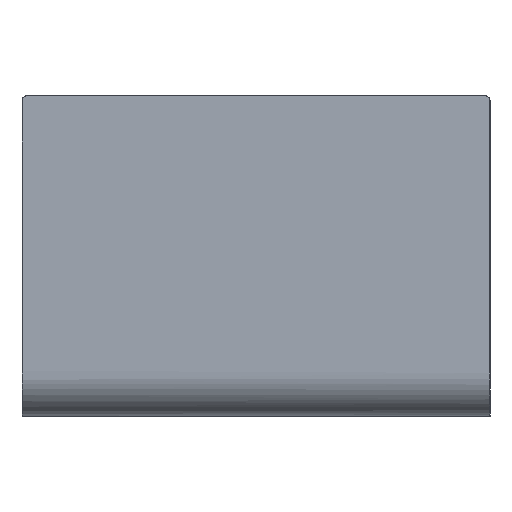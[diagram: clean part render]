
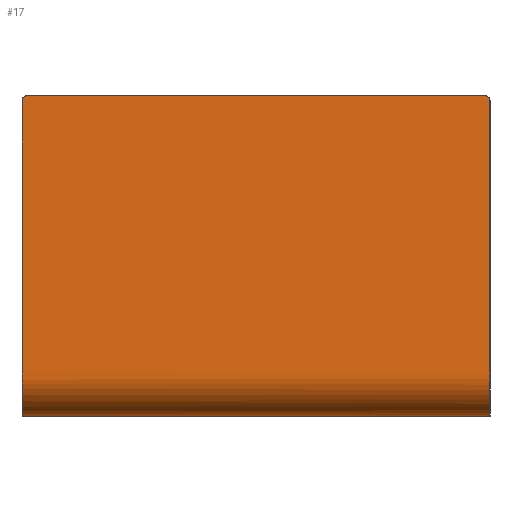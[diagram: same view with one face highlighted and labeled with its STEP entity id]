
A CAD part, left-side view. The second image highlights one B-rep face of the part: STEP entity #17.
In plain terms, the highlighted free-form (B-spline) face has degree [1, 2] with [2, 5] control points.
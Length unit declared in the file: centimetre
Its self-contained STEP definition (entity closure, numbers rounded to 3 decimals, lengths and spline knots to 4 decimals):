
#17=ADVANCED_FACE($,(#28),#176,.T.);
#28=FACE_OUTER_BOUND($,#39,.T.);
#39=EDGE_LOOP($,(#69,#70,#71,#72,#73,#74,#75,#76));
#69=ORIENTED_EDGE($,*,*,#128,.T.);
#70=ORIENTED_EDGE($,*,*,#126,.F.);
#71=ORIENTED_EDGE($,*,*,#129,.T.);
#72=ORIENTED_EDGE($,*,*,#141,.F.);
#73=ORIENTED_EDGE($,*,*,#139,.F.);
#74=ORIENTED_EDGE($,*,*,#113,.F.);
#75=ORIENTED_EDGE($,*,*,#132,.F.);
#76=ORIENTED_EDGE($,*,*,#131,.F.);
#113=EDGE_CURVE($,#146,#147,#204,.T.);
#126=EDGE_CURVE($,#160,#161,#188,.T.);
#128=EDGE_CURVE($,#162,#161,#190,.T.);
#129=EDGE_CURVE($,#160,#163,#191,.T.);
#131=EDGE_CURVE($,#162,#164,#193,.T.);
#132=EDGE_CURVE($,#164,#146,#194,.T.);
#139=EDGE_CURVE($,#147,#169,#201,.T.);
#141=EDGE_CURVE($,#169,#163,#203,.T.);
#146=VERTEX_POINT($,#544);
#147=VERTEX_POINT($,#545);
#160=VERTEX_POINT($,#558);
#161=VERTEX_POINT($,#559);
#162=VERTEX_POINT($,#560);
#163=VERTEX_POINT($,#561);
#164=VERTEX_POINT($,#562);
#169=VERTEX_POINT($,#567);
#176=(
BOUNDED_SURFACE()
B_SPLINE_SURFACE(1,2,((#483,#484,#485,#486,#487),(#488,#489,#490,#491,#492)),
.UNSPECIFIED.,.F.,.F.,.F.)
B_SPLINE_SURFACE_WITH_KNOTS((2,2),(3,2,3),(0.,27.),(-153.354,-137.354,
-133.427),.UNSPECIFIED.)
GEOMETRIC_REPRESENTATION_ITEM()
RATIONAL_B_SPLINE_SURFACE(((1.,1.,1.,0.707,1.),(1.,1.,1.,0.707,
1.)))
REPRESENTATION_ITEM($)
SURFACE()
);
#188=B_SPLINE_CURVE_WITH_KNOTS($,1,(#372,#373),.UNSPECIFIED.,.F.,.F.,(2,
2),(-26.7,-0.3),.UNSPECIFIED.);
#190=B_SPLINE_CURVE_WITH_KNOTS($,3,(#376,#377,#378,#379),.UNSPECIFIED.,.F.,
.F.,(4,4),(0.,1.),.UNSPECIFIED.);
#191=B_SPLINE_CURVE_WITH_KNOTS($,3,(#380,#381,#382,#383),.UNSPECIFIED.,.F.,
.F.,(4,4),(-1.,0.),.UNSPECIFIED.);
#193=B_SPLINE_CURVE_WITH_KNOTS($,1,(#386,#387),.UNSPECIFIED.,.F.,.F.,(2,
2),(-18.2,-2.5),.UNSPECIFIED.);
#194=B_SPLINE_CURVE_WITH_KNOTS($,3,(#388,#389,#390,#391),.UNSPECIFIED.,.F.,
.F.,(4,4),(-137.354,-133.427),.UNSPECIFIED.);
#201=B_SPLINE_CURVE_WITH_KNOTS($,3,(#416,#417,#418,#419,#420,#421,#422,#423,
#424,#425),.UNSPECIFIED.,.F.,.F.,(4,2,2,2,4),(133.427,135.9918,
136.9484,137.4267,137.5207),.UNSPECIFIED.);
#203=B_SPLINE_CURVE_WITH_KNOTS($,1,(#428,#429),.UNSPECIFIED.,.F.,.F.,(2,
2),(2.6302,18.2),.UNSPECIFIED.);
#204=(
BOUNDED_CURVE()
B_SPLINE_CURVE(1,(#316,#317),.UNSPECIFIED.,.F.,.F.)
B_SPLINE_CURVE_WITH_KNOTS((2,2),(0.,27.),.UNSPECIFIED.)
CURVE()
GEOMETRIC_REPRESENTATION_ITEM()
RATIONAL_B_SPLINE_CURVE((1.,1.))
REPRESENTATION_ITEM($)
);
#316=CARTESIAN_POINT($,(-1153.5,-0.002,138.));
#317=CARTESIAN_POINT($,(-1153.5,26.998,138.));
#372=CARTESIAN_POINT($,(-1156.,26.698,156.5));
#373=CARTESIAN_POINT($,(-1156.,0.298,156.5));
#376=CARTESIAN_POINT($,(-1156.,-0.002,156.2));
#377=CARTESIAN_POINT($,(-1156.,-0.002,156.3657));
#378=CARTESIAN_POINT($,(-1156.,0.1324,156.5));
#379=CARTESIAN_POINT($,(-1156.,0.298,156.5));
#380=CARTESIAN_POINT($,(-1156.,26.698,156.5));
#381=CARTESIAN_POINT($,(-1156.,26.8637,156.5));
#382=CARTESIAN_POINT($,(-1156.,26.998,156.3657));
#383=CARTESIAN_POINT($,(-1156.,26.998,156.2));
#386=CARTESIAN_POINT($,(-1156.,-0.002,156.2));
#387=CARTESIAN_POINT($,(-1156.,-0.002,140.5));
#388=CARTESIAN_POINT($,(-1156.,-0.002,140.5));
#389=CARTESIAN_POINT($,(-1156.,-0.002,139.1193));
#390=CARTESIAN_POINT($,(-1154.8807,-0.002,138.));
#391=CARTESIAN_POINT($,(-1153.5,-0.002,138.));
#416=CARTESIAN_POINT($,(-1153.5,26.998,138.));
#417=CARTESIAN_POINT($,(-1154.3363,26.998,138.));
#418=CARTESIAN_POINT($,(-1155.1136,26.998,138.4158));
#419=CARTESIAN_POINT($,(-1155.751,26.998,139.3688));
#420=CARTESIAN_POINT($,(-1155.8677,26.998,139.6326));
#421=CARTESIAN_POINT($,(-1155.967,26.998,140.063));
#422=CARTESIAN_POINT($,(-1155.9885,26.998,140.1141));
#423=CARTESIAN_POINT($,(-1155.9982,26.998,140.4815));
#424=CARTESIAN_POINT($,(-1155.9993,26.998,140.553));
#425=CARTESIAN_POINT($,(-1156.,26.998,140.6302));
#428=CARTESIAN_POINT($,(-1156.,26.998,140.6302));
#429=CARTESIAN_POINT($,(-1156.,26.998,156.2));
#483=CARTESIAN_POINT($,(-1156.,-0.002,156.5));
#484=CARTESIAN_POINT($,(-1156.,-0.002,148.5));
#485=CARTESIAN_POINT($,(-1156.,-0.002,140.5));
#486=CARTESIAN_POINT($,(-1156.,-0.002,138.));
#487=CARTESIAN_POINT($,(-1153.5,-0.002,138.));
#488=CARTESIAN_POINT($,(-1156.,26.998,156.5));
#489=CARTESIAN_POINT($,(-1156.,26.998,148.5));
#490=CARTESIAN_POINT($,(-1156.,26.998,140.5));
#491=CARTESIAN_POINT($,(-1156.,26.998,138.));
#492=CARTESIAN_POINT($,(-1153.5,26.998,138.));
#544=CARTESIAN_POINT($,(-1153.5,-0.002,138.));
#545=CARTESIAN_POINT($,(-1153.5,26.998,138.));
#558=CARTESIAN_POINT($,(-1156.,26.698,156.5));
#559=CARTESIAN_POINT($,(-1156.,0.298,156.5));
#560=CARTESIAN_POINT($,(-1156.,-0.002,156.2));
#561=CARTESIAN_POINT($,(-1156.,26.998,156.2));
#562=CARTESIAN_POINT($,(-1156.,-0.002,140.5));
#567=CARTESIAN_POINT($,(-1156.,26.998,140.6302));
